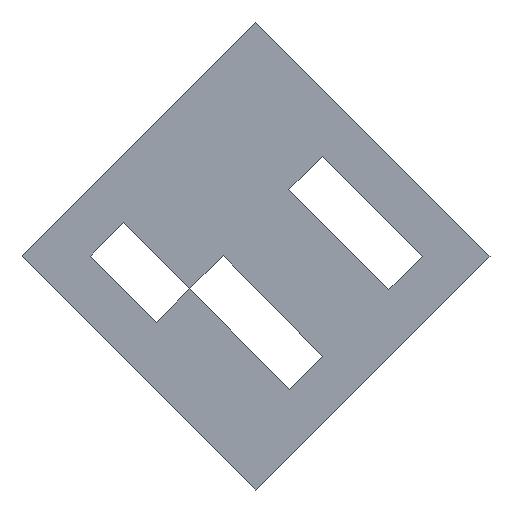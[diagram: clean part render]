
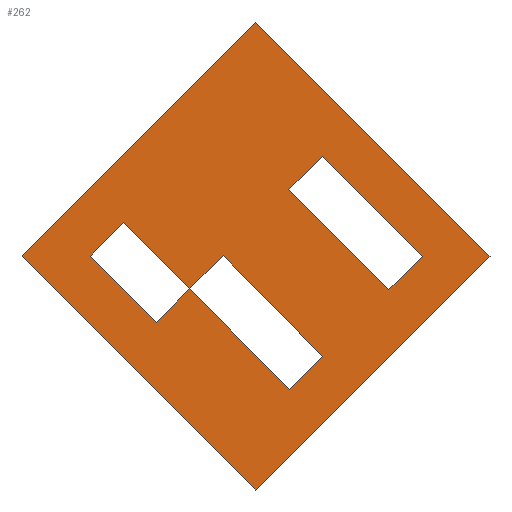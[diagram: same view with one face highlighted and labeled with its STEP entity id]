
A CAD part, front view. The second image highlights one B-rep face of the part: STEP entity #262.
In plain terms, the highlighted planar face has unit normal (0, -1, 0).
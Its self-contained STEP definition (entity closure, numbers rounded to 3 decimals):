
#24 = VERTEX_POINT('',#25);
#25 = CARTESIAN_POINT('',(-49.497,-1.05,0.));
#31 = EDGE_CURVE('',#24,#32,#34,.T.);
#32 = VERTEX_POINT('',#33);
#33 = CARTESIAN_POINT('',(0.,-1.05,49.497));
#34 = LINE('',#35,#36);
#35 = CARTESIAN_POINT('',(-49.497,-1.05,0.));
#36 = VECTOR('',#37,1.);
#37 = DIRECTION('',(0.707,0.,0.707));
#64 = VERTEX_POINT('',#65);
#65 = CARTESIAN_POINT('',(0.,-1.05,-49.497));
#71 = EDGE_CURVE('',#64,#24,#72,.T.);
#72 = LINE('',#73,#74);
#73 = CARTESIAN_POINT('',(0.,-1.05,-49.497));
#74 = VECTOR('',#75,1.);
#75 = DIRECTION('',(-0.707,0.,0.707));
#93 = EDGE_CURVE('',#32,#94,#96,.T.);
#94 = VERTEX_POINT('',#95);
#95 = CARTESIAN_POINT('',(49.497,-1.05,0.));
#96 = LINE('',#97,#98);
#97 = CARTESIAN_POINT('',(0.,-1.05,49.497));
#98 = VECTOR('',#99,1.);
#99 = DIRECTION('',(0.707,0.,-0.707));
#262 = ADVANCED_FACE('',(#263,#274,#308,#340),#374,.F.);
#263 = FACE_BOUND('',#264,.F.);
#264 = EDGE_LOOP('',(#265,#266,#267,#273));
#265 = ORIENTED_EDGE('',*,*,#31,.T.);
#266 = ORIENTED_EDGE('',*,*,#93,.T.);
#267 = ORIENTED_EDGE('',*,*,#268,.T.);
#268 = EDGE_CURVE('',#94,#64,#269,.T.);
#269 = LINE('',#270,#271);
#270 = CARTESIAN_POINT('',(49.497,-1.05,0.));
#271 = VECTOR('',#272,1.);
#272 = DIRECTION('',(-0.707,-0.,-0.707));
#273 = ORIENTED_EDGE('',*,*,#71,.T.);
#274 = FACE_BOUND('',#275,.F.);
#275 = EDGE_LOOP('',(#276,#286,#294,#302));
#276 = ORIENTED_EDGE('',*,*,#277,.T.);
#277 = EDGE_CURVE('',#278,#280,#282,.T.);
#278 = VERTEX_POINT('',#279);
#279 = CARTESIAN_POINT('',(-21.129,-1.05,-14.048));
#280 = VERTEX_POINT('',#281);
#281 = CARTESIAN_POINT('',(-14.005,-1.05,-6.926));
#282 = LINE('',#283,#284);
#283 = CARTESIAN_POINT('',(-21.129,-1.05,-14.048));
#284 = VECTOR('',#285,1.);
#285 = DIRECTION('',(0.707,0.,0.707));
#286 = ORIENTED_EDGE('',*,*,#287,.T.);
#287 = EDGE_CURVE('',#280,#288,#290,.T.);
#288 = VERTEX_POINT('',#289);
#289 = CARTESIAN_POINT('',(-28.105,-1.05,7.051));
#290 = LINE('',#291,#292);
#291 = CARTESIAN_POINT('',(-14.005,-1.05,-6.926));
#292 = VECTOR('',#293,1.);
#293 = DIRECTION('',(-0.71,0.,0.704));
#294 = ORIENTED_EDGE('',*,*,#295,.T.);
#295 = EDGE_CURVE('',#288,#296,#298,.T.);
#296 = VERTEX_POINT('',#297);
#297 = CARTESIAN_POINT('',(-35.1,-1.05,-0.006));
#298 = LINE('',#299,#300);
#299 = CARTESIAN_POINT('',(-28.105,-1.05,7.051));
#300 = VECTOR('',#301,1.);
#301 = DIRECTION('',(-0.704,-0.,-0.71));
#302 = ORIENTED_EDGE('',*,*,#303,.T.);
#303 = EDGE_CURVE('',#296,#278,#304,.T.);
#304 = LINE('',#305,#306);
#305 = CARTESIAN_POINT('',(-35.1,-1.05,-0.006));
#306 = VECTOR('',#307,1.);
#307 = DIRECTION('',(0.705,0.,-0.709));
#308 = FACE_BOUND('',#309,.F.);
#309 = EDGE_LOOP('',(#310,#318,#326,#334));
#310 = ORIENTED_EDGE('',*,*,#311,.T.);
#311 = EDGE_CURVE('',#280,#312,#314,.T.);
#312 = VERTEX_POINT('',#313);
#313 = CARTESIAN_POINT('',(7.134,-1.05,-28.21));
#314 = LINE('',#315,#316);
#315 = CARTESIAN_POINT('',(-14.005,-1.05,-6.926));
#316 = VECTOR('',#317,1.);
#317 = DIRECTION('',(0.705,0.,-0.71));
#318 = ORIENTED_EDGE('',*,*,#319,.T.);
#319 = EDGE_CURVE('',#312,#320,#322,.T.);
#320 = VERTEX_POINT('',#321);
#321 = CARTESIAN_POINT('',(14.154,-1.05,-21.19));
#322 = LINE('',#323,#324);
#323 = CARTESIAN_POINT('',(7.134,-1.05,-28.21));
#324 = VECTOR('',#325,1.);
#325 = DIRECTION('',(0.707,0.,0.707));
#326 = ORIENTED_EDGE('',*,*,#327,.T.);
#327 = EDGE_CURVE('',#320,#328,#330,.T.);
#328 = VERTEX_POINT('',#329);
#329 = CARTESIAN_POINT('',(-6.922,-1.05,0.003));
#330 = LINE('',#331,#332);
#331 = CARTESIAN_POINT('',(14.154,-1.05,-21.19));
#332 = VECTOR('',#333,1.);
#333 = DIRECTION('',(-0.705,0.,0.709));
#334 = ORIENTED_EDGE('',*,*,#335,.T.);
#335 = EDGE_CURVE('',#328,#280,#336,.T.);
#336 = LINE('',#337,#338);
#337 = CARTESIAN_POINT('',(-6.922,-1.05,0.003));
#338 = VECTOR('',#339,1.);
#339 = DIRECTION('',(-0.715,-0.,-0.699));
#340 = FACE_BOUND('',#341,.F.);
#341 = EDGE_LOOP('',(#342,#352,#360,#368));
#342 = ORIENTED_EDGE('',*,*,#343,.T.);
#343 = EDGE_CURVE('',#344,#346,#348,.T.);
#344 = VERTEX_POINT('',#345);
#345 = CARTESIAN_POINT('',(6.953,-1.05,14.027));
#346 = VERTEX_POINT('',#347);
#347 = CARTESIAN_POINT('',(28.113,-1.05,-7.12));
#348 = LINE('',#349,#350);
#349 = CARTESIAN_POINT('',(6.953,-1.05,14.027));
#350 = VECTOR('',#351,1.);
#351 = DIRECTION('',(0.707,0.,-0.707));
#352 = ORIENTED_EDGE('',*,*,#353,.T.);
#353 = EDGE_CURVE('',#346,#354,#356,.T.);
#354 = VERTEX_POINT('',#355);
#355 = CARTESIAN_POINT('',(35.235,-1.05,0.));
#356 = LINE('',#357,#358);
#357 = CARTESIAN_POINT('',(28.113,-1.05,-7.12));
#358 = VECTOR('',#359,1.);
#359 = DIRECTION('',(0.707,0.,0.707));
#360 = ORIENTED_EDGE('',*,*,#361,.T.);
#361 = EDGE_CURVE('',#354,#362,#364,.T.);
#362 = VERTEX_POINT('',#363);
#363 = CARTESIAN_POINT('',(14.035,-1.05,21.107));
#364 = LINE('',#365,#366);
#365 = CARTESIAN_POINT('',(35.235,-1.05,0.));
#366 = VECTOR('',#367,1.);
#367 = DIRECTION('',(-0.709,0.,0.706));
#368 = ORIENTED_EDGE('',*,*,#369,.T.);
#369 = EDGE_CURVE('',#362,#344,#370,.T.);
#370 = LINE('',#371,#372);
#371 = CARTESIAN_POINT('',(14.035,-1.05,21.107));
#372 = VECTOR('',#373,1.);
#373 = DIRECTION('',(-0.707,-0.,-0.707));
#374 = PLANE('',#375);
#375 = AXIS2_PLACEMENT_3D('',#376,#377,#378);
#376 = CARTESIAN_POINT('',(0.454,-1.05,-1.547));
#377 = DIRECTION('',(0.,1.,0.));
#378 = DIRECTION('',(0.,0.,1.));
